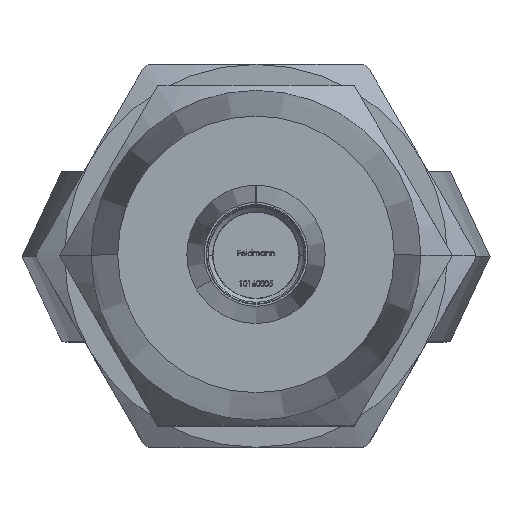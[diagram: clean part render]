
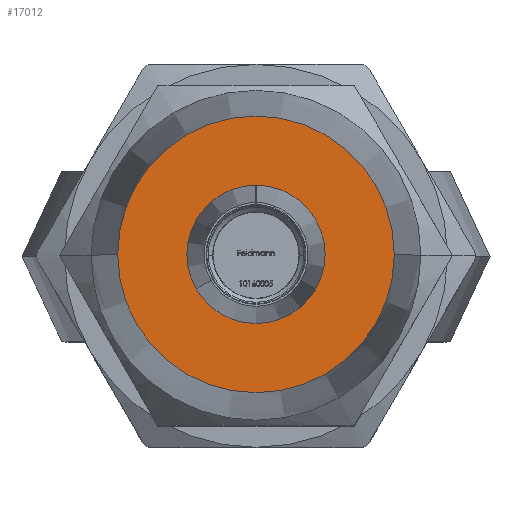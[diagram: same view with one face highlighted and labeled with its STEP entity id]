
A CAD part, top view. The second image highlights one B-rep face of the part: STEP entity #17012.
In plain terms, the highlighted planar face has unit normal (0, 0, 1).
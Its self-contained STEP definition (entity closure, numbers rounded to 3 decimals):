
#82 = DIRECTION ( 'NONE',  ( 0., 0., -1. ) ) ;
#167 = CARTESIAN_POINT ( 'NONE',  ( 6.5, 0., 39. ) ) ;
#235 = PLANE ( 'NONE',  #15298 ) ;
#483 = EDGE_LOOP ( 'NONE', ( #3245, #1936 ) ) ;
#795 = CARTESIAN_POINT ( 'NONE',  ( 6.5, 0., 39. ) ) ;
#849 = CARTESIAN_POINT ( 'NONE',  ( -3.25, 0., 39. ) ) ;
#1425 = CARTESIAN_POINT ( 'NONE',  ( 0., 0., 39. ) ) ;
#1641 = AXIS2_PLACEMENT_3D ( 'NONE', #1425, #10391, #7397 ) ;
#1765 = DIRECTION ( 'NONE',  ( 0., 0., -1. ) ) ;
#1936 = ORIENTED_EDGE ( 'NONE', *, *, #9562, .F. ) ;
#2118 = AXIS2_PLACEMENT_3D ( 'NONE', #13549, #82, #16427 ) ;
#2226 = CIRCLE ( 'NONE', #1641, 3.25 ) ;
#2514 = EDGE_CURVE ( 'NONE', #5339, #14623, #2226, .T. ) ;
#3245 = ORIENTED_EDGE ( 'NONE', *, *, #4481, .F. ) ;
#3353 = CIRCLE ( 'NONE', #12868, 6.5 ) ;
#3964 = CARTESIAN_POINT ( 'NONE',  ( 3.25, 0., 39. ) ) ;
#4481 = EDGE_CURVE ( 'NONE', #11775, #16673, #3353, .T. ) ;
#4590 = CARTESIAN_POINT ( 'NONE',  ( 0., 0., 39. ) ) ;
#4982 = CARTESIAN_POINT ( 'NONE',  ( 0., 0., 39. ) ) ;
#5339 = VERTEX_POINT ( 'NONE', #849 ) ;
#5950 = CIRCLE ( 'NONE', #13517, 3.25 ) ;
#6096 = DIRECTION ( 'NONE',  ( 0., 0., -1. ) ) ;
#7397 = DIRECTION ( 'NONE',  ( -1., 0., 0. ) ) ;
#7671 = DIRECTION ( 'NONE',  ( -1., 0., 0. ) ) ;
#7962 = CIRCLE ( 'NONE', #2118, 6.5 ) ;
#8509 = CARTESIAN_POINT ( 'NONE',  ( -6.5, 0., 39. ) ) ;
#8930 = ORIENTED_EDGE ( 'NONE', *, *, #14946, .T. ) ;
#9562 = EDGE_CURVE ( 'NONE', #16673, #11775, #7962, .T. ) ;
#9591 = FACE_OUTER_BOUND ( 'NONE', #483, .T. ) ;
#10391 = DIRECTION ( 'NONE',  ( 0., 0., -1. ) ) ;
#10536 = EDGE_LOOP ( 'NONE', ( #11901, #8930 ) ) ;
#10797 = DIRECTION ( 'NONE',  ( -1., 0., 0. ) ) ;
#11775 = VERTEX_POINT ( 'NONE', #8509 ) ;
#11901 = ORIENTED_EDGE ( 'NONE', *, *, #2514, .T. ) ;
#12868 = AXIS2_PLACEMENT_3D ( 'NONE', #4590, #6096, #13329 ) ;
#13329 = DIRECTION ( 'NONE',  ( -1., 0., 0. ) ) ;
#13517 = AXIS2_PLACEMENT_3D ( 'NONE', #4982, #15353, #10797 ) ;
#13549 = CARTESIAN_POINT ( 'NONE',  ( 0., 0., 39. ) ) ;
#14623 = VERTEX_POINT ( 'NONE', #3964 ) ;
#14946 = EDGE_CURVE ( 'NONE', #14623, #5339, #5950, .T. ) ;
#14948 = FACE_BOUND ( 'NONE', #10536, .T. ) ;
#15298 = AXIS2_PLACEMENT_3D ( 'NONE', #167, #1765, #7671 ) ;
#15353 = DIRECTION ( 'NONE',  ( 0., 0., -1. ) ) ;
#16427 = DIRECTION ( 'NONE',  ( -1., 0., 0. ) ) ;
#16673 = VERTEX_POINT ( 'NONE', #795 ) ;
#17012 = ADVANCED_FACE ( 'NONE', ( #9591, #14948 ), #235, .F. ) ;
